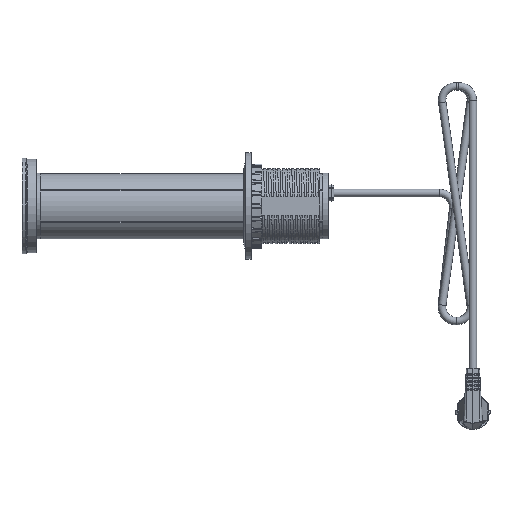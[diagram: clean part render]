
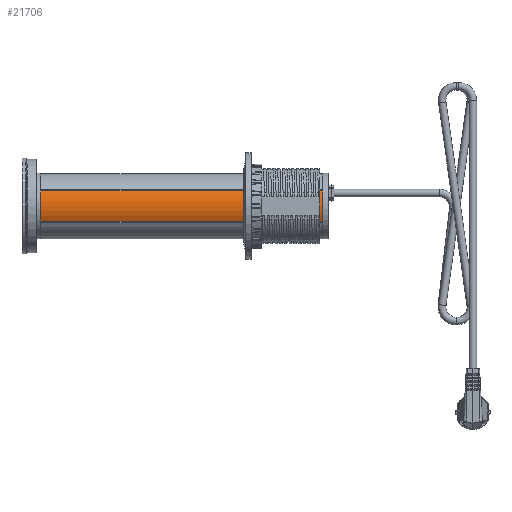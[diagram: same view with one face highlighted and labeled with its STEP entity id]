
A CAD part, left-side view. The second image highlights one B-rep face of the part: STEP entity #21706.
In plain terms, the highlighted cylindrical face has radius 35 mm (diameter 70 mm), a partial arc.
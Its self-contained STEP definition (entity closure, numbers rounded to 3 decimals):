
#1822=LINE('',#31833,#3724);
#1823=LINE('',#31837,#3725);
#3724=VECTOR('',#25856,10.);
#3725=VECTOR('',#25861,10.);
#5251=CYLINDRICAL_SURFACE('',#23222,35.);
#5751=FACE_OUTER_BOUND('',#7039,.T.);
#7039=EDGE_LOOP('',(#15375,#15376,#15377,#15378));
#8227=CIRCLE('',#23198,35.);
#8241=CIRCLE('',#23223,35.);
#9204=VERTEX_POINT('',#31773);
#9205=VERTEX_POINT('',#31775);
#9223=VERTEX_POINT('',#31831);
#9224=VERTEX_POINT('',#31835);
#11517=EDGE_CURVE('',#9204,#9205,#8227,.T.);
#11546=EDGE_CURVE('',#9223,#9205,#1822,.T.);
#11547=EDGE_CURVE('',#9224,#9223,#8241,.T.);
#11548=EDGE_CURVE('',#9224,#9204,#1823,.T.);
#15375=ORIENTED_EDGE('',*,*,#11547,.T.);
#15376=ORIENTED_EDGE('',*,*,#11546,.T.);
#15377=ORIENTED_EDGE('',*,*,#11517,.F.);
#15378=ORIENTED_EDGE('',*,*,#11548,.F.);
#21706=ADVANCED_FACE('',(#5751),#5251,.T.);
#23198=AXIS2_PLACEMENT_3D('',#31776,#25793,#25794);
#23222=AXIS2_PLACEMENT_3D('',#31834,#25857,#25858);
#23223=AXIS2_PLACEMENT_3D('',#31836,#25859,#25860);
#25793=DIRECTION('center_axis',(0.,1.,0.));
#25794=DIRECTION('ref_axis',(0.571,0.,-0.821));
#25856=DIRECTION('',(0.,1.,0.));
#25857=DIRECTION('center_axis',(0.,1.,0.));
#25858=DIRECTION('ref_axis',(0.571,0.,-0.821));
#25859=DIRECTION('center_axis',(0.,1.,0.));
#25860=DIRECTION('ref_axis',(0.571,0.,-0.821));
#25861=DIRECTION('',(0.,1.,0.));
#31773=CARTESIAN_POINT('',(-31.067,306.,-16.119));
#31775=CARTESIAN_POINT('',(-31.067,306.,16.119));
#31776=CARTESIAN_POINT('Origin',(0.,306.,
0.));
#31831=CARTESIAN_POINT('',(-31.067,6.,16.119));
#31833=CARTESIAN_POINT('',(-31.067,6.,16.119));
#31834=CARTESIAN_POINT('Origin',(0.,6.,
0.));
#31835=CARTESIAN_POINT('',(-31.067,6.,-16.119));
#31836=CARTESIAN_POINT('Origin',(0.,6.,
0.));
#31837=CARTESIAN_POINT('',(-31.067,6.,-16.119));
